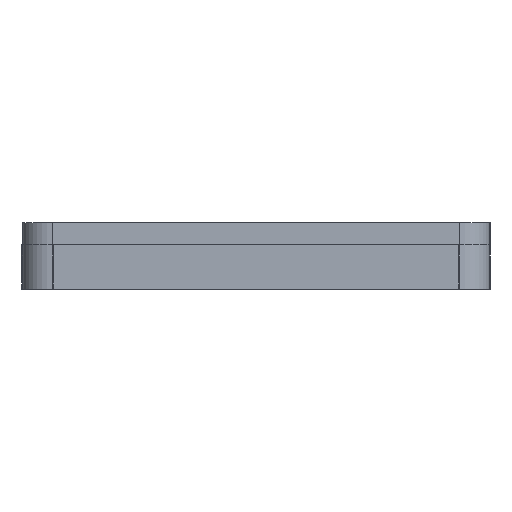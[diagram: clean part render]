
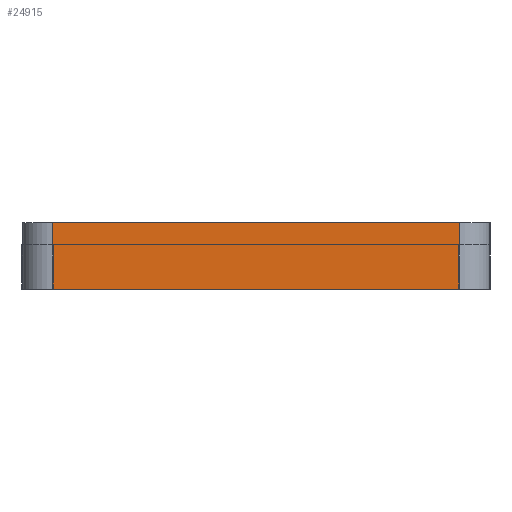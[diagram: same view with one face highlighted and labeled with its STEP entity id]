
A CAD part, left-side view. The second image highlights one B-rep face of the part: STEP entity #24915.
In plain terms, the highlighted planar face has unit normal (-1, 0, 0).
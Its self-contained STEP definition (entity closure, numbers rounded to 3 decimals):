
#1265=FACE_OUTER_BOUND('',#2637,.T.);
#2637=EDGE_LOOP('',(#18101,#18102,#18103,#18104));
#5077=LINE('',#36783,#8014);
#5078=LINE('',#36786,#8015);
#5079=LINE('',#36788,#8016);
#5080=LINE('',#36789,#8017);
#8014=VECTOR('',#29614,10.);
#8015=VECTOR('',#29617,10.);
#8016=VECTOR('',#29618,10.);
#8017=VECTOR('',#29619,10.);
#10770=VERTEX_POINT('',#36779);
#10771=VERTEX_POINT('',#36781);
#10772=VERTEX_POINT('',#36785);
#10773=VERTEX_POINT('',#36787);
#13513=EDGE_CURVE('',#10770,#10771,#5077,.T.);
#13514=EDGE_CURVE('',#10772,#10770,#5078,.T.);
#13515=EDGE_CURVE('',#10773,#10771,#5079,.T.);
#13516=EDGE_CURVE('',#10772,#10773,#5080,.T.);
#18101=ORIENTED_EDGE('',*,*,#13514,.T.);
#18102=ORIENTED_EDGE('',*,*,#13513,.T.);
#18103=ORIENTED_EDGE('',*,*,#13515,.F.);
#18104=ORIENTED_EDGE('',*,*,#13516,.F.);
#23890=PLANE('',#26462);
#24915=ADVANCED_FACE('',(#1265),#23890,.T.);
#26462=AXIS2_PLACEMENT_3D('',#36784,#29615,#29616);
#29614=DIRECTION('',(0.,0.,-1.));
#29615=DIRECTION('center_axis',(-1.,0.,0.));
#29616=DIRECTION('ref_axis',(0.,1.,0.));
#29617=DIRECTION('',(0.,1.,0.));
#29618=DIRECTION('',(0.,1.,0.));
#29619=DIRECTION('',(0.,0.,-1.));
#36779=CARTESIAN_POINT('',(-110.829,154.2,0.));
#36781=CARTESIAN_POINT('',(-110.829,154.2,-10.6));
#36783=CARTESIAN_POINT('',(-110.829,154.2,0.));
#36784=CARTESIAN_POINT('Origin',(-110.829,89.,0.));
#36785=CARTESIAN_POINT('',(-110.829,89.,0.));
#36786=CARTESIAN_POINT('',(-110.829,89.,0.));
#36787=CARTESIAN_POINT('',(-110.829,89.,-10.6));
#36788=CARTESIAN_POINT('',(-110.829,89.,-10.6));
#36789=CARTESIAN_POINT('',(-110.829,89.,0.));
